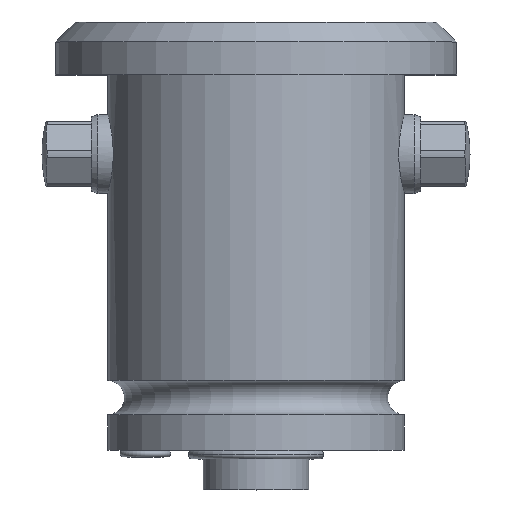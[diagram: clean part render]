
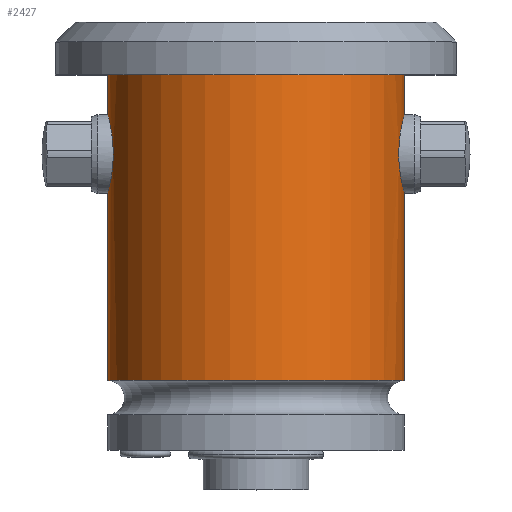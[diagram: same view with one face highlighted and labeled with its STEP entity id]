
A CAD part, top view. The second image highlights one B-rep face of the part: STEP entity #2427.
In plain terms, the highlighted cylindrical face has radius 22.5 mm (diameter 45 mm), a partial arc.
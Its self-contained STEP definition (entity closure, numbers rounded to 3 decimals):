
#370=CARTESIAN_POINT('',(22.5,39.,0.));
#423=CARTESIAN_POINT('',(-22.5,39.,0.));
#424=CARTESIAN_POINT('',(-22.5,39.,0.396));
#425=CARTESIAN_POINT('',(-22.479,39.077,1.172));
#426=CARTESIAN_POINT('',(-22.391,39.419,2.306));
#427=CARTESIAN_POINT('',(-22.258,39.972,3.342));
#428=CARTESIAN_POINT('',(-22.1,40.712,4.251));
#429=CARTESIAN_POINT('',(-21.941,41.614,5.));
#430=CARTESIAN_POINT('',(-21.803,42.649,5.562));
#431=CARTESIAN_POINT('',(-21.709,43.787,5.916));
#432=CARTESIAN_POINT('',(-21.674,44.976,6.039));
#433=CARTESIAN_POINT('',(-21.706,46.165,5.926));
#434=CARTESIAN_POINT('',(-21.798,47.304,5.582));
#435=CARTESIAN_POINT('',(-21.935,48.35,5.024));
#436=CARTESIAN_POINT('',(-22.095,49.264,4.276));
#437=CARTESIAN_POINT('',(-22.255,50.015,3.364));
#438=CARTESIAN_POINT('',(-22.389,50.575,2.322));
#439=CARTESIAN_POINT('',(-22.479,50.922,1.181));
#440=CARTESIAN_POINT('',(-22.5,51.,0.399));
#441=CARTESIAN_POINT('',(-22.5,51.,0.));
#446=DIRECTION('',(0.,1.,0.));
#447=VECTOR('',#446,6.);
#448=CARTESIAN_POINT('',(-22.5,51.,0.));
#449=LINE('',#448,#447);
#453=DIRECTION('',(0.,1.,0.));
#454=VECTOR('',#453,6.);
#455=CARTESIAN_POINT('',(22.5,51.,0.));
#456=LINE('',#455,#454);
#460=CARTESIAN_POINT('',(22.5,51.,0.));
#461=CARTESIAN_POINT('',(22.5,51.,0.4));
#462=CARTESIAN_POINT('',(22.479,50.922,1.182));
#463=CARTESIAN_POINT('',(22.389,50.574,2.323));
#464=CARTESIAN_POINT('',(22.254,50.014,3.365));
#465=CARTESIAN_POINT('',(22.095,49.262,4.278));
#466=CARTESIAN_POINT('',(21.935,48.347,5.026));
#467=CARTESIAN_POINT('',(21.798,47.3,5.584));
#468=CARTESIAN_POINT('',(21.706,46.16,5.927));
#469=CARTESIAN_POINT('',(21.674,44.971,6.039));
#470=CARTESIAN_POINT('',(21.709,43.781,5.915));
#471=CARTESIAN_POINT('',(21.804,42.643,5.56));
#472=CARTESIAN_POINT('',(21.942,41.61,4.996));
#473=CARTESIAN_POINT('',(22.101,40.709,4.248));
#474=CARTESIAN_POINT('',(22.258,39.97,3.34));
#475=CARTESIAN_POINT('',(22.391,39.418,2.304));
#476=CARTESIAN_POINT('',(22.479,39.077,1.171));
#477=CARTESIAN_POINT('',(22.5,39.,0.396));
#478=CARTESIAN_POINT('',(22.5,39.,0.));
#483=DIRECTION('',(0.,1.,0.));
#484=VECTOR('',#483,28.402);
#485=CARTESIAN_POINT('',(22.5,10.598,0.));
#486=LINE('',#485,#484);
#490=CARTESIAN_POINT('',(0.,10.598,0.));
#491=DIRECTION('',(0.,-1.,0.));
#492=DIRECTION('',(1.,0.,0.));
#493=AXIS2_PLACEMENT_3D('',#490,#491,#492);
#498=DIRECTION('',(0.,1.,0.));
#499=VECTOR('',#498,28.402);
#500=CARTESIAN_POINT('',(-22.5,10.598,0.));
#501=LINE('',#500,#499);
#505=CARTESIAN_POINT('',(0.,57.,0.));
#506=DIRECTION('',(0.,-1.,0.));
#507=DIRECTION('',(1.,0.,0.));
#508=AXIS2_PLACEMENT_3D('',#505,#506,#507);
#1877=CARTESIAN_POINT('',(22.5,10.598,0.));
#1878=VERTEX_POINT('',#1877);
#1893=CARTESIAN_POINT('',(-22.5,10.598,0.));
#1894=VERTEX_POINT('',#1893);
#1905=CARTESIAN_POINT('',(22.5,57.,0.));
#1906=CARTESIAN_POINT('',(-22.5,57.,0.));
#1907=VERTEX_POINT('',#1905);
#1908=VERTEX_POINT('',#1906);
#2021=CARTESIAN_POINT('',(22.5,51.,0.));
#2022=VERTEX_POINT('',#2021);
#2023=VERTEX_POINT('',#370);
#2086=CARTESIAN_POINT('',(-22.5,51.,0.));
#2087=VERTEX_POINT('',#2086);
#2088=CARTESIAN_POINT('',(-22.5,39.,0.));
#2089=VERTEX_POINT('',#2088);
#2410=CARTESIAN_POINT('',(0.,0.,0.));
#2411=DIRECTION('',(0.,1.,0.));
#2412=DIRECTION('',(1.,0.,0.));
#2413=AXIS2_PLACEMENT_3D('',#2410,#2411,#2412);
#2414=CYLINDRICAL_SURFACE('',#2413,22.5);
#2415=ORIENTED_EDGE('',*,*,#2390,.T.);
#2416=ORIENTED_EDGE('',*,*,#2352,.T.);
#2418=ORIENTED_EDGE('',*,*,#2417,.F.);
#2419=ORIENTED_EDGE('',*,*,#2348,.F.);
#2421=ORIENTED_EDGE('',*,*,#2420,.T.);
#2422=ORIENTED_EDGE('',*,*,#2344,.F.);
#2423=ORIENTED_EDGE('',*,*,#2316,.T.);
#2424=ORIENTED_EDGE('',*,*,#2341,.T.);
#2425=EDGE_LOOP('',(#2415,#2416,#2418,#2419,#2421,#2422,#2423,#2424));
#2426=FACE_OUTER_BOUND('',#2425,.F.);
#442=B_SPLINE_CURVE_WITH_KNOTS('',3,(#423,#424,#425,#426,#427,#428,#429,#430,
#431,#432,#433,#434,#435,#436,#437,#438,#439,#440,#441),.UNSPECIFIED.,.F.,.F.,
(4,1,1,1,1,1,1,1,1,1,1,1,1,1,1,1,4),(0.,0.063,0.125,0.188,0.25,
0.313,0.375,0.438,0.5,0.563,0.625,0.688,0.75,0.813,
0.875,0.938,1.),.UNSPECIFIED.);
#479=B_SPLINE_CURVE_WITH_KNOTS('',3,(#460,#461,#462,#463,#464,#465,#466,#467,
#468,#469,#470,#471,#472,#473,#474,#475,#476,#477,#478),.UNSPECIFIED.,.F.,.F.,
(4,1,1,1,1,1,1,1,1,1,1,1,1,1,1,1,4),(0.,0.063,0.125,0.188,0.25,
0.313,0.375,0.438,0.5,0.563,0.625,0.688,0.75,0.813,
0.875,0.938,1.),.UNSPECIFIED.);
#494=CIRCLE('',#493,22.5);
#509=CIRCLE('',#508,22.5);
#2316=EDGE_CURVE('',#1878,#1894,#494,.T.);
#2341=EDGE_CURVE('',#1894,#2089,#501,.T.);
#2344=EDGE_CURVE('',#1878,#2023,#486,.T.);
#2348=EDGE_CURVE('',#2022,#1907,#456,.T.);
#2352=EDGE_CURVE('',#2087,#1908,#449,.T.);
#2390=EDGE_CURVE('',#2089,#2087,#442,.T.);
#2417=EDGE_CURVE('',#1907,#1908,#509,.T.);
#2420=EDGE_CURVE('',#2022,#2023,#479,.T.);
#2427=ADVANCED_FACE('',(#2426),#2414,.T.);
